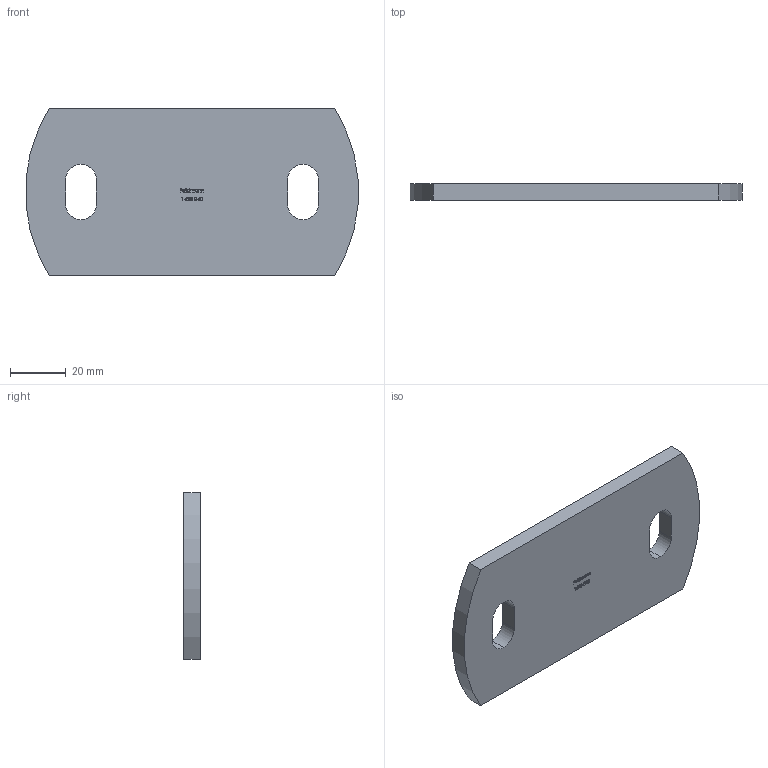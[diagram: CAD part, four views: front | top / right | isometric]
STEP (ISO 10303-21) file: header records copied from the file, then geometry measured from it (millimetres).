
FILE_DESCRIPTION (( 'STEP AP203' ), '1' );
FILE_NAME ('1420-240.step', '2020-10-22T11:43:01', ( '' ), ( '' ), 'SwSTEP 2.0', 'SolidWorks 2018', '' );
FILE_SCHEMA (( 'CONFIG_CONTROL_DESIGN' ));
Length unit declared in the file: millimetre
Products named in the file (2): 1420-240
Bounding box: 119.64 x 6 x 60 mm (x, y, z)
Volume: 38895.8 mm3; surface area: 15598.9 mm2
Topology: 1 solids, 1 shells, 219 faces, 582 edges, 388 vertices
Faces by surface type: plane 133, bspline 78, cylinder 8
Entity records: 11327 total; most frequent: CARTESIAN_POINT 6229, ORIENTED_EDGE 1164, DIRECTION 728, EDGE_CURVE 582, LINE 410, VECTOR 410, VERTEX_POINT 388, EDGE_LOOP 246
